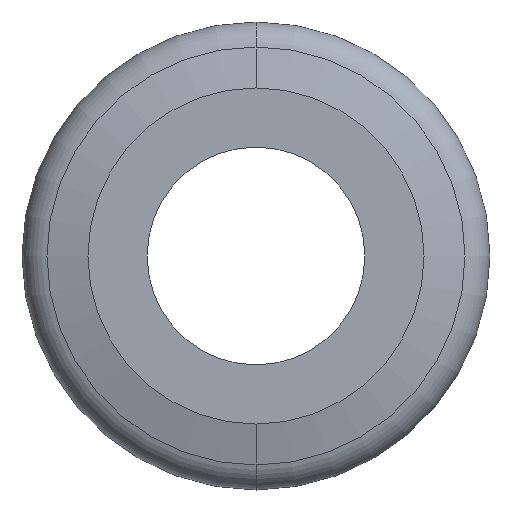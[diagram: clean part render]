
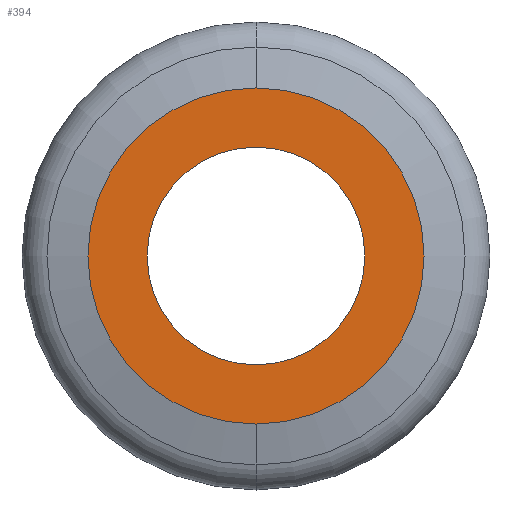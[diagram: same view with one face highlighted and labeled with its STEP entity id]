
A CAD part, left-side view. The second image highlights one B-rep face of the part: STEP entity #394.
In plain terms, the highlighted planar face has unit normal (-1, 0, 0).
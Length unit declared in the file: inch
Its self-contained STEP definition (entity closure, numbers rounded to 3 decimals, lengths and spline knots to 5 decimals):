
#9 = CARTESIAN_POINT ( 'NONE',  ( 3.43255, 5.75966, 0. ) ) ;
#16 = VERTEX_POINT ( 'NONE', #419 ) ;
#19 = DIRECTION ( 'NONE',  ( 0., 0., -1. ) ) ;
#22 = DIRECTION ( 'NONE',  ( 0., 0., 1. ) ) ;
#39 = CIRCLE ( 'NONE', #657, 0.01652 ) ;
#56 = AXIS2_PLACEMENT_3D ( 'NONE', #537, #493, #431 ) ;
#68 = CARTESIAN_POINT ( 'NONE',  ( 3.43255, 5.75966, 0. ) ) ;
#73 = AXIS2_PLACEMENT_3D ( 'NONE', #68, #237, #164 ) ;
#82 = EDGE_CURVE ( 'NONE', #16, #125, #148, .T. ) ;
#86 = ORIENTED_EDGE ( 'NONE', *, *, #421, .F. ) ;
#125 = VERTEX_POINT ( 'NONE', #163 ) ;
#148 = CIRCLE ( 'NONE', #56, 0.0255 ) ;
#163 = CARTESIAN_POINT ( 'NONE',  ( 3.43255, 5.75966, 0.0255 ) ) ;
#164 = DIRECTION ( 'NONE',  ( 0., 0., 1. ) ) ;
#168 = DIRECTION ( 'NONE',  ( 0., 0., 1. ) ) ;
#180 = AXIS2_PLACEMENT_3D ( 'NONE', #301, #627, #19 ) ;
#213 = CIRCLE ( 'NONE', #602, 0.01652 ) ;
#228 = ORIENTED_EDGE ( 'NONE', *, *, #82, .T. ) ;
#237 = DIRECTION ( 'NONE',  ( -1., 0., 0. ) ) ;
#253 = DIRECTION ( 'NONE',  ( -1., 0., 0. ) ) ;
#301 = CARTESIAN_POINT ( 'NONE',  ( 3.43255, 5.78516, 0. ) ) ;
#306 = PLANE ( 'NONE',  #180 ) ;
#318 = EDGE_CURVE ( 'NONE', #125, #16, #384, .T. ) ;
#330 = CARTESIAN_POINT ( 'NONE',  ( 3.43255, 5.75966, 0.01652 ) ) ;
#384 = CIRCLE ( 'NONE', #73, 0.0255 ) ;
#394 = ADVANCED_FACE ( 'NONE', ( #568, #517 ), #306, .F. ) ;
#419 = CARTESIAN_POINT ( 'NONE',  ( 3.43255, 5.75966, -0.0255 ) ) ;
#421 = EDGE_CURVE ( 'NONE', #700, #519, #213, .T. ) ;
#431 = DIRECTION ( 'NONE',  ( 0., 0., 1. ) ) ;
#493 = DIRECTION ( 'NONE',  ( -1., 0., 0. ) ) ;
#500 = CARTESIAN_POINT ( 'NONE',  ( 3.43255, 5.75966, -0.01652 ) ) ;
#517 = FACE_OUTER_BOUND ( 'NONE', #570, .T. ) ;
#519 = VERTEX_POINT ( 'NONE', #330 ) ;
#537 = CARTESIAN_POINT ( 'NONE',  ( 3.43255, 5.75966, 0. ) ) ;
#558 = ORIENTED_EDGE ( 'NONE', *, *, #318, .T. ) ;
#568 = FACE_BOUND ( 'NONE', #703, .T. ) ;
#570 = EDGE_LOOP ( 'NONE', ( #558, #228 ) ) ;
#602 = AXIS2_PLACEMENT_3D ( 'NONE', #681, #253, #22 ) ;
#607 = DIRECTION ( 'NONE',  ( -1., 0., 0. ) ) ;
#627 = DIRECTION ( 'NONE',  ( 1., 0., 0. ) ) ;
#631 = ORIENTED_EDGE ( 'NONE', *, *, #696, .F. ) ;
#657 = AXIS2_PLACEMENT_3D ( 'NONE', #9, #607, #168 ) ;
#681 = CARTESIAN_POINT ( 'NONE',  ( 3.43255, 5.75966, 0. ) ) ;
#696 = EDGE_CURVE ( 'NONE', #519, #700, #39, .T. ) ;
#700 = VERTEX_POINT ( 'NONE', #500 ) ;
#703 = EDGE_LOOP ( 'NONE', ( #631, #86 ) ) ;
